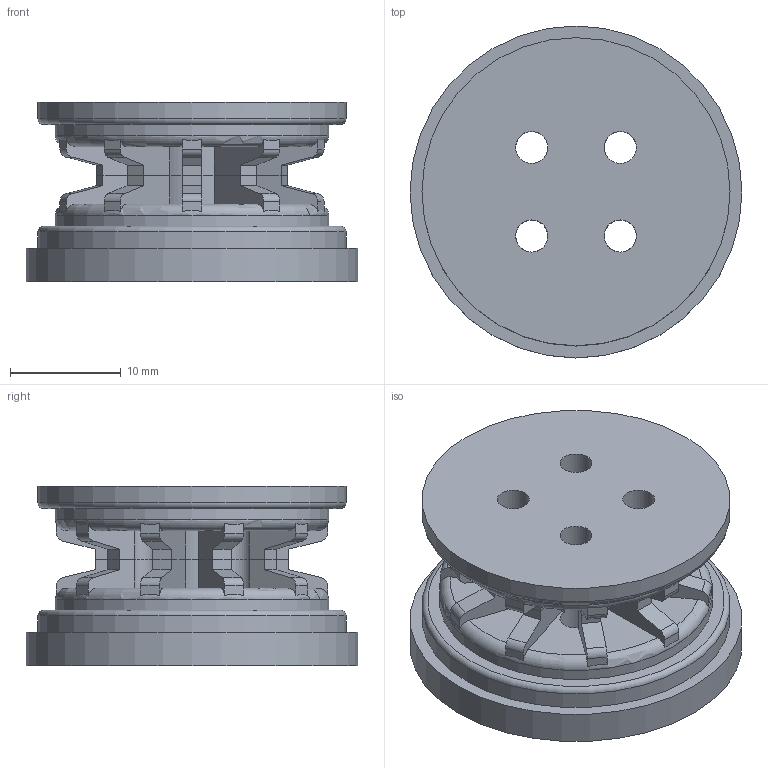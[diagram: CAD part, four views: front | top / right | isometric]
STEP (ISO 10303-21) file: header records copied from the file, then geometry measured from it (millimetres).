
FILE_DESCRIPTION(/* description */ (''),/* implementation_level */ '2;1');
FILE_NAME(/* name */ 'ball-chain-pulley.step',/* time_stamp */ '2024-05-11T14:36:30+08:00',/* author */ (''),/* organization */ (''),/* preprocessor_version */ 'ST-DEVELOPER v20',/* originating_system */ 'Autodesk Translation Framework v12.20.1.177',/* authorisation */ '');
FILE_SCHEMA (('AUTOMOTIVE_DESIGN { 1 0 10303 214 3 1 1 }'));
Length unit declared in the file: millimetre
Products named in the file (5): 拉珠转盘生成器; Pulley; TopHalf; BottomHalf; Spacer
Assembly tree (4 placements, depth 3):
  拉珠转盘生成器
    Pulley
      TopHalf
      BottomHalf
    Spacer
Bounding box: 30 x 30 x 16.2 mm (x, y, z)
Volume: 6541.9 mm3; surface area: 5878.4 mm2
Topology: 3 solids, 3 shells, 196 faces, 581 edges, 386 vertices
Faces by surface type: plane 132, cylinder 60, torus 4
Full cylindrical faces by diameter (mm): 2.9 x12, 24.707 x2, 27.847 x2, 30 x1
Entity records: 7117 total; most frequent: CARTESIAN_POINT 1632, ORIENTED_EDGE 1162, DIRECTION 1095, EDGE_CURVE 581, VERTEX_POINT 386, AXIS2_PLACEMENT_3D 369, LINE 357, VECTOR 357
